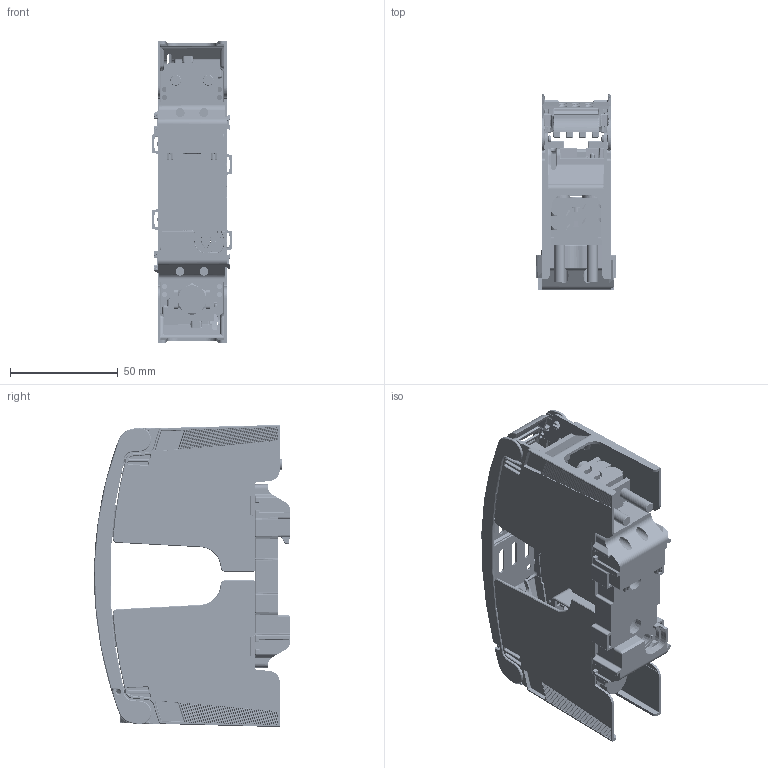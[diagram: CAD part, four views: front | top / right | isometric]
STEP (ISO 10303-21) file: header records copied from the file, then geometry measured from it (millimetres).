
FILE_DESCRIPTION((''),'2;1');
FILE_NAME('004121300_PT00_M8-M8_1P_ASM','2023-10-24T14:48:36',('klemen.sitar'),('Audax d.o.o.'),'CREO PARAMETRIC BY PTC INC, 2021304','CREO PARAMETRIC BY PTC INC, 2021304','');
FILE_SCHEMA(('AP242_MANAGED_MODEL_BASED_3D_ENGINEERING_MIM_LF { 1 0 10303 442 1 1 4 }'));
Products named in the file (30): PRT0002; PZP_PT00_ETI_1; ASM9802_ASM_1_ASM; 004129020_PZP_PT_00-1_ASM; PLASTIC_ASM; BASE_V2_1_1_2_1_1_1_1_2_3_4; ETI_LOGO_9_9X5_78MM_1_1_2_3_4_1; ETI_LOGO_9_9X5_78MM_1_1_2_3_4_2; ETI_LOGO_9_9X5_78MM_1_1_2_3_4_3; ETI_LOGO_9_9X5_78MM_1_1_2_3_4_ASM; 0000046520_1_1_1_1_1_2_1_1; 0000046559_1_1_1_1_1_2_1_1; 0000031029_1_1_1_1_1_2_1_1; 0000031031_1_1_1_1_1_2_1_1; 0000031032_1_1_1_1_1_2_1_1; 0000031030_1_1_1_1_1_2_1_1; 0000031008_AF0_1_1_1_1_1_1_1; 0000046567_1_1_2_3_1_1_2_1_1_1; 0000046566_1_1_2_3_1_1_2_1_1_1; 0000046594_1_1_1_1_2_1_1_1; 0000046581_1_1_2_3_1_1_2_1_1_1; 0000046592_1_1_1_1_2_1_1_1; 0000046519_1_1_2_3_4_1_1_1_1; 0000046559_1_1_2_3_4_5_6_1_1_1_; 0000031008_AF0_1_1_2_3_4_5_6__1; ASM0032_ASM_1_ASM_1_ASM; 004121304_PT00_M8-2P00_1P_ASM_1_ASM; 004121300_PT00_M8-M8_1P_ASM_1_2_ASM; ASM0003_ASM; 004121300_PT00_M8-M8_1P_ASM
Assembly tree (35 placements, depth 6):
  004121300_PT00_M8-M8_1P_ASM
    PLASTIC_ASM
      PRT0002  x2
      004129020_PZP_PT_00-1_ASM
        ASM9802_ASM_1_ASM
          PZP_PT00_ETI_1
    ASM0003_ASM
      004121300_PT00_M8-M8_1P_ASM_1_2_ASM
        BASE_V2_1_1_2_1_1_1_1_2_3_4
        ETI_LOGO_9_9X5_78MM_1_1_2_3_4_ASM
          ETI_LOGO_9_9X5_78MM_1_1_2_3_4_1
          ETI_LOGO_9_9X5_78MM_1_1_2_3_4_2
          ETI_LOGO_9_9X5_78MM_1_1_2_3_4_3
        004121304_PT00_M8-2P00_1P_ASM_1_ASM
          ASM0032_ASM_1_ASM_1_ASM
            0000046520_1_1_1_1_1_2_1_1
            0000046559_1_1_1_1_1_2_1_1  x2
            0000031029_1_1_1_1_1_2_1_1
            0000031031_1_1_1_1_1_2_1_1
            0000031032_1_1_1_1_1_2_1_1
            0000031030_1_1_1_1_1_2_1_1
            0000031008_AF0_1_1_1_1_1_1_1
            0000046567_1_1_2_3_1_1_2_1_1_1  x2
            0000046566_1_1_2_3_1_1_2_1_1_1
            0000046594_1_1_1_1_2_1_1_1
            0000046581_1_1_2_3_1_1_2_1_1_1  x2
            0000046592_1_1_1_1_2_1_1_1  x2
            0000046519_1_1_2_3_4_1_1_1_1
            0000046559_1_1_2_3_4_5_6_1_1_1_  x2
            0000031008_AF0_1_1_2_3_4_5_6__1
Bounding box: 37 x 90.6 x 139.97 mm (x, y, z)
Volume: 57454.9 mm3; surface area: 99165.6 mm2
Topology: 25 solids, 55 shells, 8121 faces, 20987 edges, 12649 vertices
Faces by surface type: cylinder 2700, plane 2359, bspline 1694, torus 716, cone 412, sphere 204, extrusion 28, revolution 8
Entity records: 336390 total; most frequent: CARTESIAN_POINT 120842, ORIENTED_EDGE 30846, DIRECTION 24234, PRESENTATION_STYLE_ASSIGNMENT 17580, STYLED_ITEM 17580, EDGE_CURVE 15444, CURVE_STYLE 11771, VERTEX_POINT 9396
